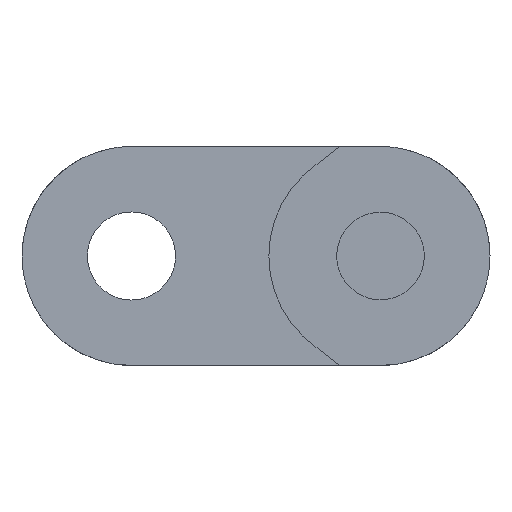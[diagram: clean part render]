
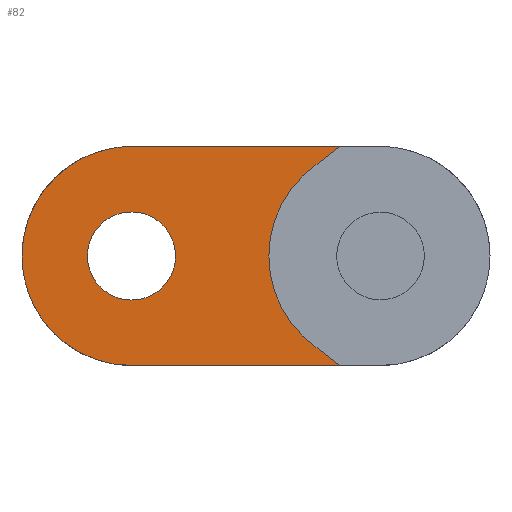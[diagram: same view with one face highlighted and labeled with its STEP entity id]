
A CAD part, front view. The second image highlights one B-rep face of the part: STEP entity #82.
In plain terms, the highlighted planar face has unit normal (0, -1, 0).
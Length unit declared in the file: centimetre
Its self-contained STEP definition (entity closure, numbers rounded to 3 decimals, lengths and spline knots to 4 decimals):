
#28=FACE_BOUND('',#397,.T.);
#82=ADVANCED_FACE('',(#237,#28),#2482,.T.);
#237=FACE_OUTER_BOUND('',#396,.T.);
#396=EDGE_LOOP('',(#737,#738,#739,#740,#741,#742,#743));
#397=EDGE_LOOP('',(#744,#745));
#737=ORIENTED_EDGE('',*,*,#1498,.F.);
#738=ORIENTED_EDGE('',*,*,#1479,.F.);
#739=ORIENTED_EDGE('',*,*,#1477,.F.);
#740=ORIENTED_EDGE('',*,*,#1476,.F.);
#741=ORIENTED_EDGE('',*,*,#1478,.F.);
#742=ORIENTED_EDGE('',*,*,#1483,.F.);
#743=ORIENTED_EDGE('',*,*,#1496,.F.);
#744=ORIENTED_EDGE('',*,*,#1561,.F.);
#745=ORIENTED_EDGE('',*,*,#1456,.F.);
#1456=EDGE_CURVE('',#2251,#2319,#2042,.T.);
#1476=EDGE_CURVE('',#2267,#2268,#2057,.T.);
#1477=EDGE_CURVE('',#2268,#2265,#2058,.T.);
#1478=EDGE_CURVE('',#2264,#2267,#2059,.T.);
#1479=EDGE_CURVE('',#2265,#2280,#1814,.T.);
#1483=EDGE_CURVE('',#2270,#2264,#1815,.T.);
#1496=EDGE_CURVE('',#2269,#2270,#2068,.T.);
#1498=EDGE_CURVE('',#2280,#2269,#2070,.T.);
#1561=EDGE_CURVE('',#2319,#2251,#2081,.T.);
#1814=B_SPLINE_CURVE_WITH_KNOTS('',1,(#3598,#3599),.UNSPECIFIED.,.F.,.F.,
(2,2),(-5.8051,-2.),.UNSPECIFIED.);
#1815=B_SPLINE_CURVE_WITH_KNOTS('',1,(#3607,#3608),.UNSPECIFIED.,.F.,.F.,
(2,2),(-19.1,-15.2949),.UNSPECIFIED.);
#2042=(
BOUNDED_CURVE()
B_SPLINE_CURVE(2,(#3529,#3530,#3531,#3532,#3533),.UNSPECIFIED.,.F.,.F.)
B_SPLINE_CURVE_WITH_KNOTS((3,2,3),(0.,1.2645,2.529),
 .UNSPECIFIED.)
CURVE()
GEOMETRIC_REPRESENTATION_ITEM()
RATIONAL_B_SPLINE_CURVE((1.,0.707,1.,0.707,1.))
REPRESENTATION_ITEM('')
);
#2057=(
BOUNDED_CURVE()
B_SPLINE_CURVE(2,(#3587,#3588,#3589,#3590,#3591),.UNSPECIFIED.,.F.,.F.)
B_SPLINE_CURVE_WITH_KNOTS((3,2,3),(-31.3536,-29.4063,
-27.459),.UNSPECIFIED.)
CURVE()
GEOMETRIC_REPRESENTATION_ITEM()
RATIONAL_B_SPLINE_CURVE((1.,0.888,1.,0.888,1.))
REPRESENTATION_ITEM('')
);
#2058=(
BOUNDED_CURVE()
B_SPLINE_CURVE(2,(#3592,#3593,#3594),.UNSPECIFIED.,.F.,.F.)
B_SPLINE_CURVE_WITH_KNOTS((3,3),(-27.459,-26.9104),
 .UNSPECIFIED.)
CURVE()
GEOMETRIC_REPRESENTATION_ITEM()
RATIONAL_B_SPLINE_CURVE((1.,1.,1.))
REPRESENTATION_ITEM('')
);
#2059=(
BOUNDED_CURVE()
B_SPLINE_CURVE(2,(#3595,#3596,#3597),.UNSPECIFIED.,.F.,.F.)
B_SPLINE_CURVE_WITH_KNOTS((3,3),(-14.7237,-14.1752),
 .UNSPECIFIED.)
CURVE()
GEOMETRIC_REPRESENTATION_ITEM()
RATIONAL_B_SPLINE_CURVE((1.,1.,1.))
REPRESENTATION_ITEM('')
);
#2068=(
BOUNDED_CURVE()
B_SPLINE_CURVE(2,(#3637,#3638,#3639),.UNSPECIFIED.,.F.,.F.)
B_SPLINE_CURVE_WITH_KNOTS((3,3),(0.,3.1416),.UNSPECIFIED.)
CURVE()
GEOMETRIC_REPRESENTATION_ITEM()
RATIONAL_B_SPLINE_CURVE((1.,0.707,1.))
REPRESENTATION_ITEM('')
);
#2070=(
BOUNDED_CURVE()
B_SPLINE_CURVE(2,(#3643,#3644,#3645),.UNSPECIFIED.,.F.,.F.)
B_SPLINE_CURVE_WITH_KNOTS((3,3),(-3.1416,0.),.UNSPECIFIED.)
CURVE()
GEOMETRIC_REPRESENTATION_ITEM()
RATIONAL_B_SPLINE_CURVE((1.,0.707,1.))
REPRESENTATION_ITEM('')
);
#2081=(
BOUNDED_CURVE()
B_SPLINE_CURVE(2,(#3783,#3784,#3785,#3786,#3787),.UNSPECIFIED.,.F.,.F.)
B_SPLINE_CURVE_WITH_KNOTS((3,2,3),(2.529,3.7935,5.058),
 .UNSPECIFIED.)
CURVE()
GEOMETRIC_REPRESENTATION_ITEM()
RATIONAL_B_SPLINE_CURVE((1.,0.707,1.,0.707,1.))
REPRESENTATION_ITEM('')
);
#2251=VERTEX_POINT('',#3447);
#2264=VERTEX_POINT('',#3460);
#2265=VERTEX_POINT('',#3461);
#2267=VERTEX_POINT('',#3463);
#2268=VERTEX_POINT('',#3464);
#2269=VERTEX_POINT('',#3465);
#2270=VERTEX_POINT('',#3466);
#2280=VERTEX_POINT('',#3476);
#2319=VERTEX_POINT('',#3515);
#2482=PLANE('',#2657);
#2657=AXIS2_PLACEMENT_3D('',#3320,#2752,$);
#2752=DIRECTION('',(0.,-1.,0.));
#3320=CARTESIAN_POINT('',(4.275,-3.3089,-2.));
#3447=CARTESIAN_POINT('',(-1.7023,-3.3089,-0.5657));
#3460=CARTESIAN_POINT('',(1.5301,-3.3089,2.));
#3461=CARTESIAN_POINT('',(1.5301,-3.3089,-2.));
#3463=CARTESIAN_POINT('',(1.0959,-3.3089,1.6648));
#3464=CARTESIAN_POINT('',(1.0959,-3.3089,-1.6648));
#3465=CARTESIAN_POINT('',(-4.275,-3.3089,0.));
#3466=CARTESIAN_POINT('',(-2.275,-3.3089,2.));
#3476=CARTESIAN_POINT('',(-2.275,-3.3089,-2.));
#3515=CARTESIAN_POINT('',(-2.8477,-3.3089,0.5657));
#3529=CARTESIAN_POINT('',(-1.7023,-3.3089,-0.5657));
#3530=CARTESIAN_POINT('',(-1.1366,-3.3089,0.007));
#3531=CARTESIAN_POINT('',(-1.7093,-3.3089,0.5727));
#3532=CARTESIAN_POINT('',(-2.282,-3.3089,1.1384));
#3533=CARTESIAN_POINT('',(-2.8477,-3.3089,0.5657));
#3587=CARTESIAN_POINT('',(1.0959,-3.3089,1.6648));
#3588=CARTESIAN_POINT('',(0.235,-3.3089,1.055));
#3589=CARTESIAN_POINT('',(0.235,-3.3089,0.));
#3590=CARTESIAN_POINT('',(0.235,-3.3089,-1.055));
#3591=CARTESIAN_POINT('',(1.0959,-3.3089,-1.6648));
#3592=CARTESIAN_POINT('',(1.0959,-3.3089,-1.6648));
#3593=CARTESIAN_POINT('',(1.313,-3.3089,-1.8324));
#3594=CARTESIAN_POINT('',(1.5301,-3.3089,-2.));
#3595=CARTESIAN_POINT('',(1.5301,-3.3089,2.));
#3596=CARTESIAN_POINT('',(1.313,-3.3089,1.8324));
#3597=CARTESIAN_POINT('',(1.0959,-3.3089,1.6648));
#3598=CARTESIAN_POINT('',(1.5301,-3.3089,-2.));
#3599=CARTESIAN_POINT('',(-2.275,-3.3089,-2.));
#3607=CARTESIAN_POINT('',(-2.275,-3.3089,2.));
#3608=CARTESIAN_POINT('',(1.5301,-3.3089,2.));
#3637=CARTESIAN_POINT('',(-4.275,-3.3089,0.));
#3638=CARTESIAN_POINT('',(-4.275,-3.3089,2.));
#3639=CARTESIAN_POINT('',(-2.275,-3.3089,2.));
#3643=CARTESIAN_POINT('',(-2.275,-3.3089,-2.));
#3644=CARTESIAN_POINT('',(-4.275,-3.3089,-2.));
#3645=CARTESIAN_POINT('',(-4.275,-3.3089,0.));
#3783=CARTESIAN_POINT('',(-2.8477,-3.3089,0.5657));
#3784=CARTESIAN_POINT('',(-3.4134,-3.3089,-0.007));
#3785=CARTESIAN_POINT('',(-2.8407,-3.3089,-0.5727));
#3786=CARTESIAN_POINT('',(-2.268,-3.3089,-1.1384));
#3787=CARTESIAN_POINT('',(-1.7023,-3.3089,-0.5657));
